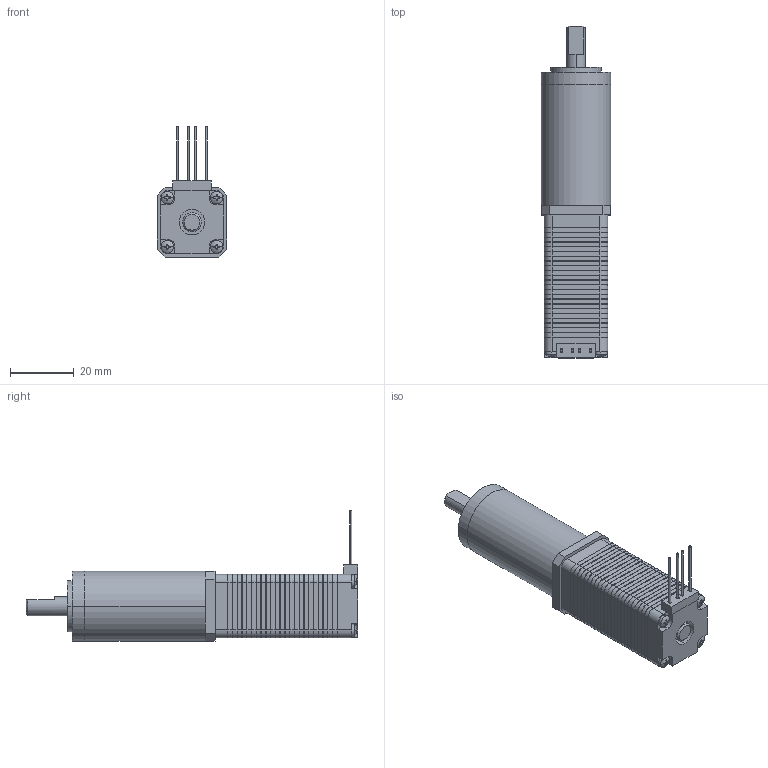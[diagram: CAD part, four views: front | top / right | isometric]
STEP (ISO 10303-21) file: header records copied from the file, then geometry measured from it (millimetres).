
FILE_DESCRIPTION (( 'STEP AP214' ), '1' );
FILE_NAME ('20H245-0604AG51.STEP', '2022-10-19T06:04:20', ( '' ), ( '' ), 'SwSTEP 2.0', 'SolidWorks 2020', '' );
FILE_SCHEMA (( 'AUTOMOTIVE_DESIGN' ));
Length unit declared in the file: millimetre
Products named in the file (13): 20H245-0604AG51熬厒ん翋极; 20H245-0604AG51萇儂ヶ傷裔; 20H245-0604AG51萇儂-隅赽; 20H245-0604AG51熬厒ん; hexagon socket head cap screws gb_GB_FASTENER_SCREWS_HSHCS M2.5X20-N; 20H245-0604AG51萇儂綴傷裔; 20H245-0604AG51粣; 20H245-0604AG51萇儂; 20H245-0604AG51諉盄傷赽; 20H245-0604AG51熬厒ん嘐隅; cross recessed pan head screws gb_GB_CROSS_SCREWS_TYPE1 M2X10-10  H type-N; 20H245-0604AG51; 20H245-0604AG51熬厒んヶ傷裔
Assembly tree (18 placements, depth 3):
  20H245-0604AG51
    20H245-0604AG51萇儂
      20H245-0604AG51萇儂綴傷裔
      20H245-0604AG51萇儂-隅赽
      20H245-0604AG51萇儂ヶ傷裔
      cross recessed pan head screws gb_GB_CROSS_SCREWS_TYPE1 M2X10-10  H type-N  x4
    20H245-0604AG51熬厒ん
      20H245-0604AG51熬厒ん翋极
      20H245-0604AG51熬厒んヶ傷裔
      20H245-0604AG51熬厒ん嘐隅
    20H245-0604AG51粣
    20H245-0604AG51諉盄傷赽
    hexagon socket head cap screws gb_GB_FASTENER_SCREWS_HSHCS M2.5X20-N  x4
Bounding box: 22 x 104.5 x 41 mm (x, y, z)
Volume: 36261.5 mm3; surface area: 16446.7 mm2
Topology: 20 solids, 20 shells, 1137 faces, 2456 edges, 1364 vertices
Faces by surface type: plane 803, cylinder 298, cone 20, sphere 8, torus 8
Entity records: 26210 total; most frequent: DIRECTION 4652, CARTESIAN_POINT 4281, ORIENTED_EDGE 4176, EDGE_CURVE 2088, AXIS2_PLACEMENT_3D 1568, LINE 1516, VECTOR 1516, VERTEX_POINT 1133
